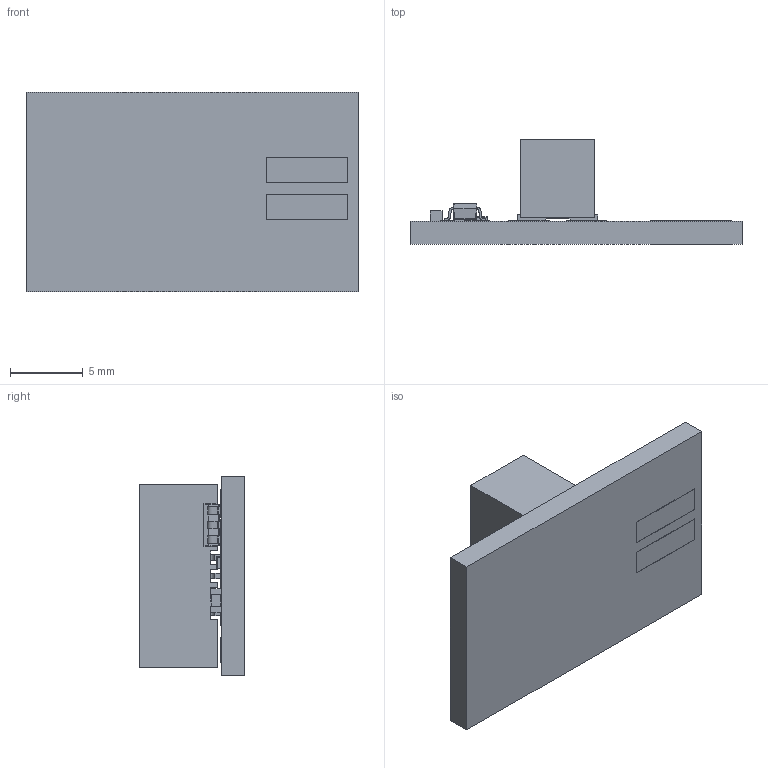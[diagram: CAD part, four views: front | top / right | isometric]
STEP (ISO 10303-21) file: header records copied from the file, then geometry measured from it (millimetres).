
FILE_DESCRIPTION (( 'STEP AP214' ), '1' );
FILE_NAME ('Talon SRX Analog Breakout.STEP', '2017-04-14T14:27:30', ( 'ART' ), ( 'Microsoft' ), 'SwSTEP 2.0', 'SolidWorks 2015', '' );
FILE_SCHEMA (( 'AUTOMOTIVE_DESIGN' ));
Length unit declared in the file: inch
Products named in the file (9): Junction; RC0603N; CAP0603; SOT23-5; SOT Pads; SOT23_5; Pad; Base Plate; Talon SRX Analog Breakout
Assembly tree (19 placements, depth 3):
  Talon SRX Analog Breakout
    Base Plate
    Pad  x7
    SOT23-5
      SOT23_5
      SOT Pads  x5
    CAP0603
    RC0603N  x2
    Junction
Bounding box: 22.83 x 7.24 x 13.72 mm (x, y, z)
Volume: 709.9 mm3; surface area: 1622.4 mm2
Topology: 52 solids, 94 shells, 645 faces, 1513 edges, 1042 vertices
Faces by surface type: plane 558, cylinder 52, bspline 27, sphere 8
Entity records: 25185 total; most frequent: CARTESIAN_POINT 4877, DIRECTION 2561, ORIENTED_EDGE 2538, EDGE_CURVE 1349, LINE 1153, VECTOR 1153, VERTEX_POINT 938, AXIS2_PLACEMENT_3D 704
